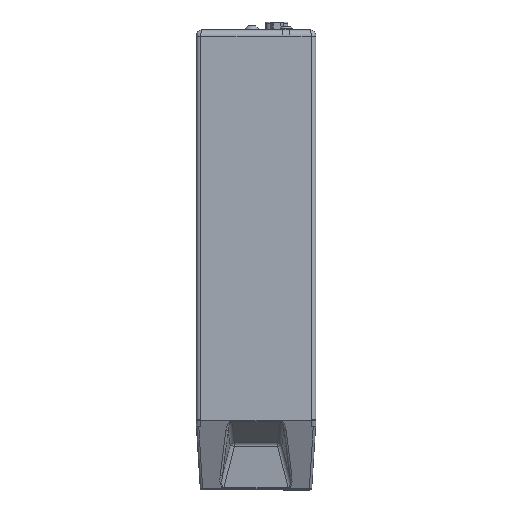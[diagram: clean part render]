
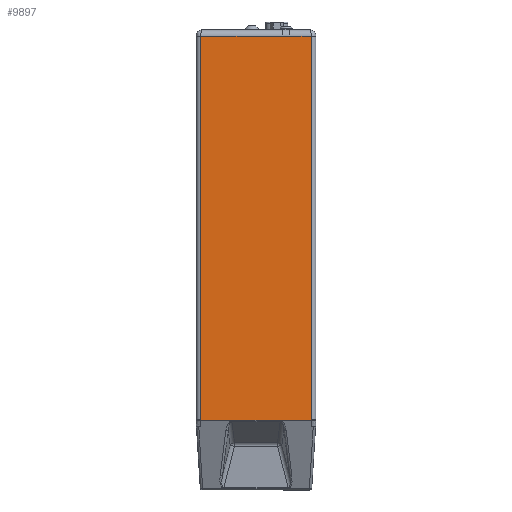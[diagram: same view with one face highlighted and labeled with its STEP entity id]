
A CAD part, top view. The second image highlights one B-rep face of the part: STEP entity #9897.
In plain terms, the highlighted planar face has unit normal (0, 0, 1).
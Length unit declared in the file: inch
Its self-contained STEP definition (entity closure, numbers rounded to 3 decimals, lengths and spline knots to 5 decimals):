
#7 = CARTESIAN_POINT ( 'NONE',  ( 0.22037, 4.87146, 0.87446 ) ) ;
#222 = CARTESIAN_POINT ( 'NONE',  ( 0.69533, -1.42477, 0.87446 ) ) ;
#472 = CARTESIAN_POINT ( 'NONE',  ( -1.1157, -1.43366, 0.87446 ) ) ;
#497 = ORIENTED_EDGE ( 'NONE', *, *, #13676, .T. ) ;
#797 = EDGE_CURVE ( 'NONE', #2138, #9952, #11159, .T. ) ;
#885 = CARTESIAN_POINT ( 'NONE',  ( -1.1157, 4.87146, 0.87446 ) ) ;
#926 = LINE ( 'NONE', #11418, #14233 ) ;
#1846 = VECTOR ( 'NONE', #10616, 39.37008 ) ;
#2138 = VERTEX_POINT ( 'NONE', #3276 ) ;
#2519 = EDGE_CURVE ( 'NONE', #9952, #4538, #11705, .T. ) ;
#3276 = CARTESIAN_POINT ( 'NONE',  ( 0.22037, 4.87146, 0.87446 ) ) ;
#3279 = LINE ( 'NONE', #13290, #13944 ) ;
#3880 = CARTESIAN_POINT ( 'NONE',  ( 0.32351, 4.87211, 0.87446 ) ) ;
#4268 = DIRECTION ( 'NONE',  ( -1., 0., 0. ) ) ;
#4345 = ORIENTED_EDGE ( 'NONE', *, *, #797, .T. ) ;
#4352 = EDGE_CURVE ( 'NONE', #4538, #13840, #5697, .T. ) ;
#4395 = FACE_OUTER_BOUND ( 'NONE', #6282, .T. ) ;
#4538 = VERTEX_POINT ( 'NONE', #11137 ) ;
#4568 = AXIS2_PLACEMENT_3D ( 'NONE', #9755, #12393, #4677 ) ;
#4677 = DIRECTION ( 'NONE',  ( 1., 0., 0. ) ) ;
#4986 = VERTEX_POINT ( 'NONE', #13701 ) ;
#5183 = CARTESIAN_POINT ( 'NONE',  ( 0.29259, 4.87389, 0.87446 ) ) ;
#5267 = VERTEX_POINT ( 'NONE', #15517 ) ;
#5697 = LINE ( 'NONE', #12073, #11683 ) ;
#5752 = ORIENTED_EDGE ( 'NONE', *, *, #7842, .F. ) ;
#5790 = VERTEX_POINT ( 'NONE', #15672 ) ;
#6282 = EDGE_LOOP ( 'NONE', ( #497, #13953, #9478, #4345, #9008, #15844, #9202, #5752 ) ) ;
#6342 = DIRECTION ( 'NONE',  ( -1., 0., 0. ) ) ;
#6491 = CARTESIAN_POINT ( 'NONE',  ( 0.26162, 4.87335, 0.87446 ) ) ;
#6746 = VECTOR ( 'NONE', #11544, 39.37008 ) ;
#7056 = EDGE_CURVE ( 'NONE', #4986, #13840, #3279, .T. ) ;
#7802 = CARTESIAN_POINT ( 'NONE',  ( 0.2307, 4.87146, 0.87446 ) ) ;
#7842 = EDGE_CURVE ( 'NONE', #12008, #4986, #11449, .T. ) ;
#8693 = DIRECTION ( 'NONE',  ( -1., 0., 0. ) ) ;
#9008 = ORIENTED_EDGE ( 'NONE', *, *, #2519, .T. ) ;
#9202 = ORIENTED_EDGE ( 'NONE', *, *, #7056, .F. ) ;
#9478 = ORIENTED_EDGE ( 'NONE', *, *, #16710, .T. ) ;
#9755 = CARTESIAN_POINT ( 'NONE',  ( 0.77407, -2.57539, 0.87446 ) ) ;
#9897 = ADVANCED_FACE ( 'NONE', ( #4395 ), #16169, .F. ) ;
#9952 = VERTEX_POINT ( 'NONE', #885 ) ;
#10117 = LINE ( 'NONE', #14297, #6746 ) ;
#10261 = CARTESIAN_POINT ( 'NONE',  ( 0.34414, 4.87146, 0.87446 ) ) ;
#10616 = DIRECTION ( 'NONE',  ( 0., -1., 0. ) ) ;
#10746 = VECTOR ( 'NONE', #8693, 39.37008 ) ;
#11137 = CARTESIAN_POINT ( 'NONE',  ( -1.1157, -1.42477, 0.87446 ) ) ;
#11159 = LINE ( 'NONE', #16334, #10746 ) ;
#11247 = CARTESIAN_POINT ( 'NONE',  ( 0.69533, -1.47477, 0.87446 ) ) ;
#11418 = CARTESIAN_POINT ( 'NONE',  ( -1.1157, 4.87146, 0.87446 ) ) ;
#11449 = LINE ( 'NONE', #11247, #14511 ) ;
#11544 = DIRECTION ( 'NONE',  ( 0., 1., 0. ) ) ;
#11551 = CARTESIAN_POINT ( 'NONE',  ( 0.33381, 4.87146, 0.87446 ) ) ;
#11683 = VECTOR ( 'NONE', #15935, 39.37008 ) ;
#11705 = LINE ( 'NONE', #14477, #1846 ) ;
#12008 = VERTEX_POINT ( 'NONE', #222 ) ;
#12073 = CARTESIAN_POINT ( 'NONE',  ( -1.1157, -1.47477, 0.87446 ) ) ;
#12393 = DIRECTION ( 'NONE',  ( 0., 0., -1. ) ) ;
#12911 = CARTESIAN_POINT ( 'NONE',  ( 0.3029, 4.87335, 0.87446 ) ) ;
#13290 = CARTESIAN_POINT ( 'NONE',  ( -1.19444, -1.43366, 0.87446 ) ) ;
#13676 = EDGE_CURVE ( 'NONE', #12008, #5790, #10117, .T. ) ;
#13701 = CARTESIAN_POINT ( 'NONE',  ( 0.69533, -1.43366, 0.87446 ) ) ;
#13840 = VERTEX_POINT ( 'NONE', #472 ) ;
#13944 = VECTOR ( 'NONE', #4268, 39.37008 ) ;
#13953 = ORIENTED_EDGE ( 'NONE', *, *, #16096, .T. ) ;
#14188 = CARTESIAN_POINT ( 'NONE',  ( 0.27193, 4.87389, 0.87446 ) ) ;
#14233 = VECTOR ( 'NONE', #6342, 39.37008 ) ;
#14297 = CARTESIAN_POINT ( 'NONE',  ( 0.69533, -2.57539, 0.87446 ) ) ;
#14477 = CARTESIAN_POINT ( 'NONE',  ( -1.1157, -2.57539, 0.87446 ) ) ;
#14511 = VECTOR ( 'NONE', #16357, 39.37008 ) ;
#15452 = CARTESIAN_POINT ( 'NONE',  ( 0.24101, 4.87211, 0.87446 ) ) ;
#15517 = CARTESIAN_POINT ( 'NONE',  ( 0.34414, 4.87146, 0.87446 ) ) ;
#15672 = CARTESIAN_POINT ( 'NONE',  ( 0.69533, 4.87146, 0.87446 ) ) ;
#15749 = B_SPLINE_CURVE_WITH_KNOTS ( 'NONE', 3,
 ( #10261, #11551, #3880, #12911, #5183, #14188, #6491, #15452, #7802, #7 ),
 .UNSPECIFIED., .F., .F.,
 ( 4, 2, 2, 2, 4 ),
 ( 0., 0.00079, 0.00157, 0.00236, 0.00315 ),
 .UNSPECIFIED. ) ;
#15844 = ORIENTED_EDGE ( 'NONE', *, *, #4352, .T. ) ;
#15935 = DIRECTION ( 'NONE',  ( 0., -1., 0. ) ) ;
#16096 = EDGE_CURVE ( 'NONE', #5790, #5267, #926, .T. ) ;
#16169 = PLANE ( 'NONE',  #4568 ) ;
#16334 = CARTESIAN_POINT ( 'NONE',  ( -1.1157, 4.87146, 0.87446 ) ) ;
#16357 = DIRECTION ( 'NONE',  ( 0., -1., 0. ) ) ;
#16710 = EDGE_CURVE ( 'NONE', #5267, #2138, #15749, .T. ) ;
